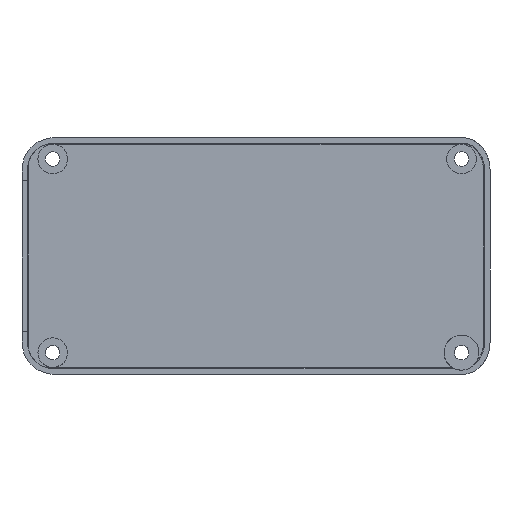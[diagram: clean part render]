
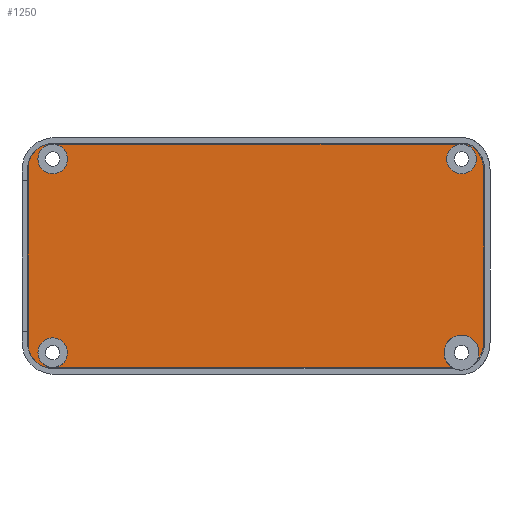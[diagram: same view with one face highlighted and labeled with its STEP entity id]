
A CAD part, top view. The second image highlights one B-rep face of the part: STEP entity #1250.
In plain terms, the highlighted planar face has unit normal (0, 0, 1).
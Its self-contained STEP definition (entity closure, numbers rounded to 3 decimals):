
#1=CARTESIAN_POINT('',(3.561,3.,-1.));
#2=DIRECTION('',(0.,0.,1.));
#3=DIRECTION('',(0.,1.,0.));
#4=AXIS2_PLACEMENT_3D('',#1,#2,#3);
#6=CARTESIAN_POINT('',(3.561,3.,-1.));
#7=DIRECTION('',(0.,0.,1.));
#8=DIRECTION('',(0.,-1.,0.));
#9=AXIS2_PLACEMENT_3D('',#6,#7,#8);
#11=CARTESIAN_POINT('',(3.561,39.,-1.));
#12=DIRECTION('',(0.,0.,1.));
#13=DIRECTION('',(0.,1.,0.));
#14=AXIS2_PLACEMENT_3D('',#11,#12,#13);
#16=CARTESIAN_POINT('',(3.561,39.,-1.));
#17=DIRECTION('',(0.,0.,1.));
#18=DIRECTION('',(0.,-1.,0.));
#19=AXIS2_PLACEMENT_3D('',#16,#17,#18);
#21=CARTESIAN_POINT('',(79.561,39.,-1.));
#22=DIRECTION('',(0.,0.,1.));
#23=DIRECTION('',(0.,1.,0.));
#24=AXIS2_PLACEMENT_3D('',#21,#22,#23);
#26=CARTESIAN_POINT('',(79.561,39.,-1.));
#27=DIRECTION('',(0.,0.,1.));
#28=DIRECTION('',(0.,-1.,0.));
#29=AXIS2_PLACEMENT_3D('',#26,#27,#28);
#31=CARTESIAN_POINT('',(79.561,3.,-1.));
#32=DIRECTION('',(0.,0.,1.));
#33=DIRECTION('',(0.,1.,0.));
#34=AXIS2_PLACEMENT_3D('',#31,#32,#33);
#36=CARTESIAN_POINT('',(79.68,41.769,-1.));
#37=CARTESIAN_POINT('',(79.921,41.77,-1.));
#38=CARTESIAN_POINT('',(80.284,41.728,-1.));
#39=CARTESIAN_POINT('',(80.75,41.597,-1.));
#40=CARTESIAN_POINT('',(81.108,41.455,-1.));
#41=CARTESIAN_POINT('',(81.466,41.264,-1.));
#42=CARTESIAN_POINT('',(81.935,40.94,-1.));
#43=CARTESIAN_POINT('',(82.475,40.424,-1.));
#44=CARTESIAN_POINT('',(82.999,39.668,-1.));
#45=CARTESIAN_POINT('',(83.381,38.804,-1.));
#46=CARTESIAN_POINT('',(83.607,37.896,-1.));
#47=CARTESIAN_POINT('',(83.656,37.278,-1.));
#48=CARTESIAN_POINT('',(83.656,36.969,-1.));
#50=CARTESIAN_POINT('',(83.656,4.969,-1.));
#51=CARTESIAN_POINT('',(83.656,4.66,-1.));
#52=CARTESIAN_POINT('',(83.607,4.042,-1.));
#53=CARTESIAN_POINT('',(83.381,3.134,-1.));
#54=CARTESIAN_POINT('',(83.008,2.291,-1.));
#55=CARTESIAN_POINT('',(82.664,1.787,-1.));
#56=CARTESIAN_POINT('',(82.476,1.563,-1.));
#58=CARTESIAN_POINT('',(79.561,3.,-1.));
#59=DIRECTION('',(0.,0.,1.));
#60=DIRECTION('',(0.897,-0.442,0.));
#61=AXIS2_PLACEMENT_3D('',#58,#59,#60);
#200=DIRECTION('',(0.,1.,0.));
#201=VECTOR('',#200,16.);
#202=CARTESIAN_POINT('',(83.656,4.969,-1.));
#203=LINE('',#202,#201);
#221=DIRECTION('',(0.,1.,0.));
#222=VECTOR('',#221,16.);
#223=CARTESIAN_POINT('',(83.656,20.969,-1.));
#224=LINE('',#223,#222);
#257=DIRECTION('',(-1.,0.,0.));
#258=VECTOR('',#257,36.654);
#259=CARTESIAN_POINT('',(39.11,41.769,-1.));
#260=LINE('',#259,#258);
#282=CARTESIAN_POINT('',(3.856,36.969,-1.));
#283=DIRECTION('',(0.,0.,1.));
#284=DIRECTION('',(-0.28,0.96,0.));
#285=AXIS2_PLACEMENT_3D('',#282,#283,#284);
#308=DIRECTION('',(0.,-1.,0.));
#309=VECTOR('',#308,17.4);
#310=CARTESIAN_POINT('',(-0.944,38.369,
-1.));
#311=LINE('',#310,#309);
#337=DIRECTION('',(0.,-1.,0.));
#338=VECTOR('',#337,17.4);
#339=CARTESIAN_POINT('',(-0.944,20.969,-1.));
#340=LINE('',#339,#338);
#358=CARTESIAN_POINT('',(3.856,4.969,-1.));
#359=DIRECTION('',(0.,0.,1.));
#360=DIRECTION('',(-0.96,-0.28,0.));
#361=AXIS2_PLACEMENT_3D('',#358,#359,#360);
#380=DIRECTION('',(1.,0.,0.));
#381=VECTOR('',#380,36.654);
#382=CARTESIAN_POINT('',(2.456,0.169,
-1.));
#383=LINE('',#382,#381);
#953=DIRECTION('',(1.,0.,0.));
#954=VECTOR('',#953,38.855);
#955=CARTESIAN_POINT('',(39.11,0.169,
-1.));
#956=LINE('',#955,#954);
#957=DIRECTION('',(-1.,0.,0.));
#958=VECTOR('',#957,40.569);
#959=CARTESIAN_POINT('',(79.68,41.769,-1.));
#960=LINE('',#959,#958);
#978=CARTESIAN_POINT('',(83.656,20.969,-1.));
#979=CARTESIAN_POINT('',(83.656,36.969,-1.));
#980=VERTEX_POINT('',#978);
#981=VERTEX_POINT('',#979);
#982=CARTESIAN_POINT('',(83.656,4.969,-1.));
#983=VERTEX_POINT('',#982);
#984=CARTESIAN_POINT('',(79.68,41.769,-1.));
#985=CARTESIAN_POINT('',(39.11,41.769,-1.));
#986=VERTEX_POINT('',#984);
#987=VERTEX_POINT('',#985);
#1040=CARTESIAN_POINT('',(-0.944,20.969,-1.));
#1042=VERTEX_POINT('',#1040);
#1045=CARTESIAN_POINT('',(39.11,0.169,
-1.));
#1047=VERTEX_POINT('',#1045);
#1078=CARTESIAN_POINT('',(2.456,41.769,
-1.));
#1079=CARTESIAN_POINT('',(-0.944,38.369,-1.));
#1080=VERTEX_POINT('',#1078);
#1081=VERTEX_POINT('',#1079);
#1082=CARTESIAN_POINT('',(-0.944,3.569,
-1.));
#1083=CARTESIAN_POINT('',(2.456,0.169,-1.));
#1084=VERTEX_POINT('',#1082);
#1085=VERTEX_POINT('',#1083);
#1090=CARTESIAN_POINT('',(3.561,5.75,-1.));
#1091=CARTESIAN_POINT('',(3.561,0.25,-1.));
#1092=VERTEX_POINT('',#1090);
#1093=VERTEX_POINT('',#1091);
#1094=CARTESIAN_POINT('',(3.561,41.75,-1.));
#1095=CARTESIAN_POINT('',(3.561,36.25,-1.));
#1096=VERTEX_POINT('',#1094);
#1097=VERTEX_POINT('',#1095);
#1098=CARTESIAN_POINT('',(79.561,41.75,-1.));
#1099=CARTESIAN_POINT('',(79.561,36.25,-1.));
#1100=VERTEX_POINT('',#1098);
#1101=VERTEX_POINT('',#1099);
#1102=CARTESIAN_POINT('',(79.561,6.25,-1.));
#1103=CARTESIAN_POINT('',(77.965,0.169,-1.));
#1104=VERTEX_POINT('',#1102);
#1105=VERTEX_POINT('',#1103);
#1106=CARTESIAN_POINT('',(82.476,1.563,-1.));
#1107=VERTEX_POINT('',#1106);
#1197=CARTESIAN_POINT('',(83.656,-0.832,-1.));
#1198=DIRECTION('',(0.,0.,1.));
#1199=DIRECTION('',(1.,0.,0.));
#1200=AXIS2_PLACEMENT_3D('',#1197,#1198,#1199);
#1201=PLANE('',#1200);
#1203=ORIENTED_EDGE('',*,*,#1202,.T.);
#1205=ORIENTED_EDGE('',*,*,#1204,.F.);
#1207=ORIENTED_EDGE('',*,*,#1206,.F.);
#1209=ORIENTED_EDGE('',*,*,#1208,.F.);
#1211=ORIENTED_EDGE('',*,*,#1210,.F.);
#1213=ORIENTED_EDGE('',*,*,#1212,.F.);
#1215=ORIENTED_EDGE('',*,*,#1214,.F.);
#1217=ORIENTED_EDGE('',*,*,#1216,.F.);
#1219=ORIENTED_EDGE('',*,*,#1218,.F.);
#1221=ORIENTED_EDGE('',*,*,#1220,.T.);
#1223=ORIENTED_EDGE('',*,*,#1222,.F.);
#1225=ORIENTED_EDGE('',*,*,#1224,.F.);
#1227=ORIENTED_EDGE('',*,*,#1226,.T.);
#1229=ORIENTED_EDGE('',*,*,#1228,.T.);
#1230=EDGE_LOOP('',(#1203,#1205,#1207,#1209,#1211,#1213,#1215,#1217,#1219,#1221,
#1223,#1225,#1227,#1229));
#1231=FACE_OUTER_BOUND('',#1230,.F.);
#1233=ORIENTED_EDGE('',*,*,#1232,.T.);
#1235=ORIENTED_EDGE('',*,*,#1234,.T.);
#1236=EDGE_LOOP('',(#1233,#1235));
#1237=FACE_BOUND('',#1236,.F.);
#1239=ORIENTED_EDGE('',*,*,#1238,.T.);
#1241=ORIENTED_EDGE('',*,*,#1240,.T.);
#1242=EDGE_LOOP('',(#1239,#1241));
#1243=FACE_BOUND('',#1242,.F.);
#1245=ORIENTED_EDGE('',*,*,#1244,.T.);
#1247=ORIENTED_EDGE('',*,*,#1246,.T.);
#1248=EDGE_LOOP('',(#1245,#1247));
#1249=FACE_BOUND('',#1248,.F.);
#1250=ADVANCED_FACE('',(#1231,#1237,#1243,#1249),#1201,.T.);
#5=CIRCLE('',#4,2.75);
#10=CIRCLE('',#9,2.75);
#15=CIRCLE('',#14,2.75);
#20=CIRCLE('',#19,2.75);
#25=CIRCLE('',#24,2.75);
#30=CIRCLE('',#29,2.75);
#35=CIRCLE('',#34,3.25);
#49=B_SPLINE_CURVE_WITH_KNOTS('',3,(#36,#37,#38,#39,#40,#41,#42,#43,#44,#45,#46,
#47,#48),.UNSPECIFIED.,.F.,.F.,(4,1,1,1,1,1,1,1,1,1,4),(0.,0.105,
0.158,0.21,0.272,0.334,
0.457,0.595,0.732,0.866,1.),
.UNSPECIFIED.);
#57=B_SPLINE_CURVE_WITH_KNOTS('',3,(#50,#51,#52,#53,#54,#55,#56),.UNSPECIFIED.,
.F.,.F.,(4,1,1,1,4),(0.,0.252,0.504,0.761,
1.),.UNSPECIFIED.);
#62=CIRCLE('',#61,3.25);
#286=CIRCLE('',#285,5.);
#362=CIRCLE('',#361,5.);
#1202=EDGE_CURVE('',#1104,#1105,#35,.T.);
#1204=EDGE_CURVE('',#1047,#1105,#956,.T.);
#1206=EDGE_CURVE('',#1085,#1047,#383,.T.);
#1208=EDGE_CURVE('',#1084,#1085,#362,.T.);
#1210=EDGE_CURVE('',#1042,#1084,#340,.T.);
#1212=EDGE_CURVE('',#1081,#1042,#311,.T.);
#1214=EDGE_CURVE('',#1080,#1081,#286,.T.);
#1216=EDGE_CURVE('',#987,#1080,#260,.T.);
#1218=EDGE_CURVE('',#986,#987,#960,.T.);
#1220=EDGE_CURVE('',#986,#981,#49,.T.);
#1222=EDGE_CURVE('',#980,#981,#224,.T.);
#1224=EDGE_CURVE('',#983,#980,#203,.T.);
#1226=EDGE_CURVE('',#983,#1107,#57,.T.);
#1228=EDGE_CURVE('',#1107,#1104,#62,.T.);
#1232=EDGE_CURVE('',#1096,#1097,#15,.T.);
#1234=EDGE_CURVE('',#1097,#1096,#20,.T.);
#1238=EDGE_CURVE('',#1100,#1101,#25,.T.);
#1240=EDGE_CURVE('',#1101,#1100,#30,.T.);
#1244=EDGE_CURVE('',#1092,#1093,#5,.T.);
#1246=EDGE_CURVE('',#1093,#1092,#10,.T.);
